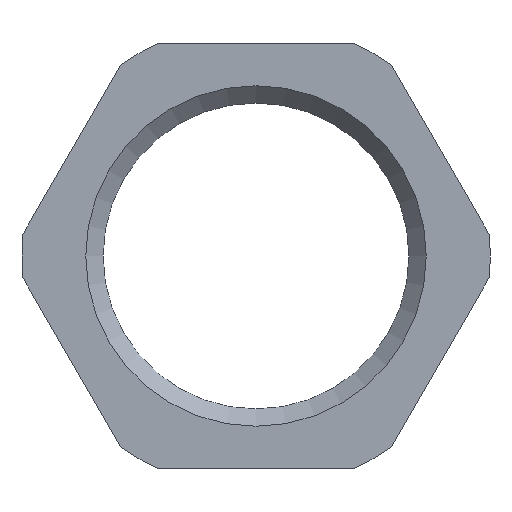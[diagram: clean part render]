
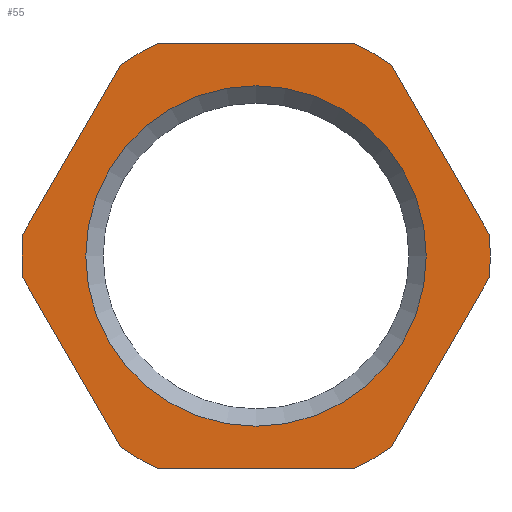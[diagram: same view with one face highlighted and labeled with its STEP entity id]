
A CAD part, left-side view. The second image highlights one B-rep face of the part: STEP entity #55.
In plain terms, the highlighted planar face has unit normal (-1, 0, 0).
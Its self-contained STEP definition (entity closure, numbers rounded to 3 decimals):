
#55 = ADVANCED_FACE( '', ( #114, #115 ), #116, .F. );
#114 = FACE_OUTER_BOUND( '', #177, .T. );
#115 = FACE_BOUND( '', #178, .T. );
#116 = PLANE( '', #179 );
#177 = EDGE_LOOP( '', ( #266, #267, #268, #269, #270, #271, #272, #273, #274, #275, #276, #277 ) );
#178 = EDGE_LOOP( '', ( #278 ) );
#179 = AXIS2_PLACEMENT_3D( '', #279, #280, #281 );
#266 = ORIENTED_EDGE( '', *, *, #388, .F. );
#267 = ORIENTED_EDGE( '', *, *, #389, .F. );
#268 = ORIENTED_EDGE( '', *, *, #381, .F. );
#269 = ORIENTED_EDGE( '', *, *, #365, .F. );
#270 = ORIENTED_EDGE( '', *, *, #377, .F. );
#271 = ORIENTED_EDGE( '', *, *, #385, .F. );
#272 = ORIENTED_EDGE( '', *, *, #360, .F. );
#273 = ORIENTED_EDGE( '', *, *, #370, .F. );
#274 = ORIENTED_EDGE( '', *, *, #390, .F. );
#275 = ORIENTED_EDGE( '', *, *, #391, .F. );
#276 = ORIENTED_EDGE( '', *, *, #392, .F. );
#277 = ORIENTED_EDGE( '', *, *, #393, .F. );
#278 = ORIENTED_EDGE( '', *, *, #375, .T. );
#279 = CARTESIAN_POINT( '', ( 0., 0., 0. ) );
#280 = DIRECTION( '', ( 1., 0., 0. ) );
#281 = DIRECTION( '', ( 0., 0., -1. ) );
#360 = EDGE_CURVE( '', #417, #418, #419, .T. );
#365 = EDGE_CURVE( '', #426, #427, #428, .T. );
#370 = EDGE_CURVE( '', #435, #417, #436, .T. );
#375 = EDGE_CURVE( '', #443, #443, #444, .T. );
#377 = EDGE_CURVE( '', #446, #426, #447, .T. );
#381 = EDGE_CURVE( '', #427, #452, #453, .T. );
#385 = EDGE_CURVE( '', #418, #446, #458, .T. );
#388 = EDGE_CURVE( '', #461, #462, #463, .T. );
#389 = EDGE_CURVE( '', #452, #461, #464, .T. );
#390 = EDGE_CURVE( '', #465, #435, #466, .T. );
#391 = EDGE_CURVE( '', #467, #465, #468, .T. );
#392 = EDGE_CURVE( '', #469, #467, #470, .T. );
#393 = EDGE_CURVE( '', #462, #469, #471, .T. );
#417 = VERTEX_POINT( '', #502 );
#418 = VERTEX_POINT( '', #503 );
#419 = LINE( '', #504, #505 );
#426 = VERTEX_POINT( '', #515 );
#427 = VERTEX_POINT( '', #516 );
#428 = CIRCLE( '', #517, 11. );
#435 = VERTEX_POINT( '', #526 );
#436 = CIRCLE( '', #527, 11. );
#443 = VERTEX_POINT( '', #535 );
#444 = CIRCLE( '', #536, 8. );
#446 = VERTEX_POINT( '', #538 );
#447 = LINE( '', #539, #540 );
#452 = VERTEX_POINT( '', #547 );
#453 = LINE( '', #548, #549 );
#458 = CIRCLE( '', #556, 11. );
#461 = VERTEX_POINT( '', #559 );
#462 = VERTEX_POINT( '', #560 );
#463 = LINE( '', #561, #562 );
#464 = CIRCLE( '', #563, 11. );
#465 = VERTEX_POINT( '', #564 );
#466 = LINE( '', #565, #566 );
#467 = VERTEX_POINT( '', #567 );
#468 = CIRCLE( '', #568, 11. );
#469 = VERTEX_POINT( '', #569 );
#470 = LINE( '', #570, #571 );
#471 = CIRCLE( '', #572, 11. );
#502 = CARTESIAN_POINT( '', ( 0., -10.952, -1.031 ) );
#503 = CARTESIAN_POINT( '', ( 0., -6.369, -8.969 ) );
#504 = CARTESIAN_POINT( '', ( 0., -10.952, -1.031 ) );
#505 = VECTOR( '', #610, 1000. );
#515 = CARTESIAN_POINT( '', ( 0., 4.583, -10. ) );
#516 = CARTESIAN_POINT( '', ( 0., 6.369, -8.969 ) );
#517 = AXIS2_PLACEMENT_3D( '', #614, #615, #616 );
#526 = CARTESIAN_POINT( '', ( 0., -10.952, 1.031 ) );
#527 = AXIS2_PLACEMENT_3D( '', #622, #623, #624 );
#535 = CARTESIAN_POINT( '', ( 0., 0., -8. ) );
#536 = AXIS2_PLACEMENT_3D( '', #632, #633, #634 );
#538 = CARTESIAN_POINT( '', ( 0., -4.583, -10. ) );
#539 = CARTESIAN_POINT( '', ( 0., -4.583, -10. ) );
#540 = VECTOR( '', #635, 1000. );
#547 = CARTESIAN_POINT( '', ( 0., 10.952, -1.031 ) );
#548 = CARTESIAN_POINT( '', ( 0., 6.369, -8.969 ) );
#549 = VECTOR( '', #638, 1000. );
#556 = AXIS2_PLACEMENT_3D( '', #641, #642, #643 );
#559 = CARTESIAN_POINT( '', ( 0., 10.952, 1.031 ) );
#560 = CARTESIAN_POINT( '', ( 0., 6.369, 8.969 ) );
#561 = CARTESIAN_POINT( '', ( 0., 10.952, 1.031 ) );
#562 = VECTOR( '', #647, 1000. );
#563 = AXIS2_PLACEMENT_3D( '', #648, #649, #650 );
#564 = CARTESIAN_POINT( '', ( 0., -6.369, 8.969 ) );
#565 = CARTESIAN_POINT( '', ( 0., -6.369, 8.969 ) );
#566 = VECTOR( '', #651, 1000. );
#567 = CARTESIAN_POINT( '', ( 0., -4.583, 10. ) );
#568 = AXIS2_PLACEMENT_3D( '', #652, #653, #654 );
#569 = CARTESIAN_POINT( '', ( 0., 4.583, 10. ) );
#570 = CARTESIAN_POINT( '', ( 0., 4.583, 10. ) );
#571 = VECTOR( '', #655, 1000. );
#572 = AXIS2_PLACEMENT_3D( '', #656, #657, #658 );
#610 = DIRECTION( '', ( 0., 0.5, -0.866 ) );
#614 = CARTESIAN_POINT( '', ( 0., 0., 0. ) );
#615 = DIRECTION( '', ( 1., 0., 0. ) );
#616 = DIRECTION( '', ( 0., 0., -1. ) );
#622 = CARTESIAN_POINT( '', ( 0., 0., 0. ) );
#623 = DIRECTION( '', ( 1., 0., 0. ) );
#624 = DIRECTION( '', ( 0., 0., -1. ) );
#632 = CARTESIAN_POINT( '', ( 0., 0., 0. ) );
#633 = DIRECTION( '', ( 1., 0., 0. ) );
#634 = DIRECTION( '', ( 0., 0., -1. ) );
#635 = DIRECTION( '', ( 0., 1., 0. ) );
#638 = DIRECTION( '', ( 0., 0.5, 0.866 ) );
#641 = CARTESIAN_POINT( '', ( 0., 0., 0. ) );
#642 = DIRECTION( '', ( 1., 0., 0. ) );
#643 = DIRECTION( '', ( 0., 0., -1. ) );
#647 = DIRECTION( '', ( 0., -0.5, 0.866 ) );
#648 = CARTESIAN_POINT( '', ( 0., 0., 0. ) );
#649 = DIRECTION( '', ( 1., 0., 0. ) );
#650 = DIRECTION( '', ( 0., 0., -1. ) );
#651 = DIRECTION( '', ( 0., -0.5, -0.866 ) );
#652 = CARTESIAN_POINT( '', ( 0., 0., 0. ) );
#653 = DIRECTION( '', ( 1., 0., 0. ) );
#654 = DIRECTION( '', ( 0., 0., -1. ) );
#655 = DIRECTION( '', ( 0., -1., 0. ) );
#656 = CARTESIAN_POINT( '', ( 0., 0., 0. ) );
#657 = DIRECTION( '', ( 1., 0., 0. ) );
#658 = DIRECTION( '', ( 0., 0., -1. ) );
